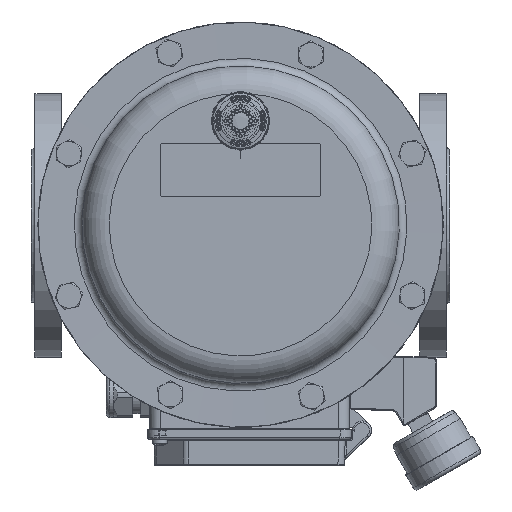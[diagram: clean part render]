
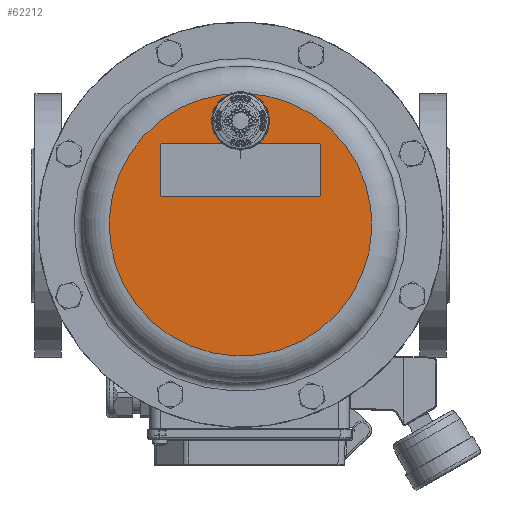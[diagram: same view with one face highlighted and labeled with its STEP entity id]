
A CAD part, top view. The second image highlights one B-rep face of the part: STEP entity #62212.
In plain terms, the highlighted planar face has unit normal (0, 0, 1).
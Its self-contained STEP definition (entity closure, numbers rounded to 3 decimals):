
#5464=LINE('',#104720,#9062);
#5468=LINE('',#104729,#9066);
#5471=LINE('',#104737,#9069);
#5474=LINE('',#104745,#9072);
#9062=VECTOR('',#75106,1000.);
#9066=VECTOR('',#75116,1000.);
#9069=VECTOR('',#75125,1000.);
#9072=VECTOR('',#75134,1000.);
#12178=FACE_BOUND('',#16951,.T.);
#12179=FACE_BOUND('',#16952,.T.);
#13253=FACE_OUTER_BOUND('',#16950,.T.);
#16950=EDGE_LOOP('',(#42712));
#16951=EDGE_LOOP('',(#42713,#42714,#42715,#42716,#42717,#42718,#42719,#42720));
#16952=EDGE_LOOP('',(#42721,#42722));
#20419=CIRCLE('',#65928,10.35);
#20489=CIRCLE('',#66025,69.65);
#20742=CIRCLE('',#66586,1.);
#20743=CIRCLE('',#66589,1.);
#20744=CIRCLE('',#66592,1.);
#20745=CIRCLE('',#66595,1.);
#20746=CIRCLE('',#66645,10.35);
#23908=VERTEX_POINT('',#101374);
#23909=VERTEX_POINT('',#101375);
#23995=VERTEX_POINT('',#101959);
#24477=VERTEX_POINT('',#104718);
#24478=VERTEX_POINT('',#104719);
#24479=VERTEX_POINT('',#104724);
#24480=VERTEX_POINT('',#104728);
#24481=VERTEX_POINT('',#104732);
#24482=VERTEX_POINT('',#104736);
#24483=VERTEX_POINT('',#104740);
#24484=VERTEX_POINT('',#104744);
#30151=EDGE_CURVE('',#23908,#23909,#20419,.T.);
#30268=EDGE_CURVE('',#23995,#23995,#20489,.T.);
#31042=EDGE_CURVE('',#24477,#24478,#5464,.T.);
#31045=EDGE_CURVE('',#24478,#24479,#20742,.T.);
#31047=EDGE_CURVE('',#24479,#24480,#5468,.T.);
#31049=EDGE_CURVE('',#24480,#24481,#20743,.T.);
#31051=EDGE_CURVE('',#24481,#24482,#5471,.T.);
#31053=EDGE_CURVE('',#24482,#24483,#20744,.T.);
#31055=EDGE_CURVE('',#24483,#24484,#5474,.T.);
#31057=EDGE_CURVE('',#24484,#24477,#20745,.T.);
#31130=EDGE_CURVE('',#23909,#23908,#20746,.T.);
#42712=ORIENTED_EDGE('',*,*,#30268,.F.);
#42713=ORIENTED_EDGE('',*,*,#31057,.F.);
#42714=ORIENTED_EDGE('',*,*,#31055,.F.);
#42715=ORIENTED_EDGE('',*,*,#31053,.F.);
#42716=ORIENTED_EDGE('',*,*,#31051,.F.);
#42717=ORIENTED_EDGE('',*,*,#31049,.F.);
#42718=ORIENTED_EDGE('',*,*,#31047,.F.);
#42719=ORIENTED_EDGE('',*,*,#31045,.F.);
#42720=ORIENTED_EDGE('',*,*,#31042,.F.);
#42721=ORIENTED_EDGE('',*,*,#31130,.T.);
#42722=ORIENTED_EDGE('',*,*,#30151,.T.);
#56703=PLANE('',#66644);
#62212=ADVANCED_FACE('',(#13253,#12178,#12179),#56703,.F.);
#65928=AXIS2_PLACEMENT_3D('',#101376,#73549,#73550);
#66025=AXIS2_PLACEMENT_3D('',#101961,#73769,#73770);
#66586=AXIS2_PLACEMENT_3D('',#104725,#75111,#75112);
#66589=AXIS2_PLACEMENT_3D('',#104733,#75120,#75121);
#66592=AXIS2_PLACEMENT_3D('',#104741,#75129,#75130);
#66595=AXIS2_PLACEMENT_3D('',#104748,#75138,#75139);
#66644=AXIS2_PLACEMENT_3D('',#104893,#75308,#75309);
#66645=AXIS2_PLACEMENT_3D('',#104894,#75310,#75311);
#73549=DIRECTION('center_axis',(0.,0.,
-1.));
#73550=DIRECTION('ref_axis',(-0.924,0.382,0.));
#73769=DIRECTION('center_axis',(0.,0.,
-1.));
#73770=DIRECTION('ref_axis',(-0.924,0.382,0.));
#75106=DIRECTION('',(0.,1.,0.));
#75111=DIRECTION('center_axis',(0.,0.,
1.));
#75112=DIRECTION('ref_axis',(0.,-1.,0.));
#75116=DIRECTION('',(-1.,0.,0.));
#75120=DIRECTION('center_axis',(0.,0.,
1.));
#75121=DIRECTION('ref_axis',(0.,-1.,0.));
#75125=DIRECTION('',(0.,-1.,0.));
#75129=DIRECTION('center_axis',(0.,0.,
1.));
#75130=DIRECTION('ref_axis',(0.,-1.,0.));
#75134=DIRECTION('',(1.,0.,0.));
#75138=DIRECTION('center_axis',(0.,0.,
1.));
#75139=DIRECTION('ref_axis',(0.,-1.,0.));
#75308=DIRECTION('center_axis',(0.,0.,
-1.));
#75309=DIRECTION('ref_axis',(-0.924,0.382,0.));
#75310=DIRECTION('center_axis',(0.,0.,
-1.));
#75311=DIRECTION('ref_axis',(-0.924,0.382,0.));
#101374=CARTESIAN_POINT('',(-0.026,65.35,301.));
#101375=CARTESIAN_POINT('',(-0.018,44.65,301.));
#101376=CARTESIAN_POINT('Origin',(-0.022,55.,
301.));
#101959=CARTESIAN_POINT('',(64.359,-26.628,301.));
#101961=CARTESIAN_POINT('Origin',(0.,0.,
301.));
#104718=CARTESIAN_POINT('',(42.494,16.017,301.));
#104719=CARTESIAN_POINT('',(42.483,42.017,301.));
#104720=CARTESIAN_POINT('',(42.494,16.017,301.));
#104724=CARTESIAN_POINT('',(41.483,43.016,301.));
#104725=CARTESIAN_POINT('Origin',(41.483,42.016,301.));
#104728=CARTESIAN_POINT('',(-41.517,42.984,301.));
#104729=CARTESIAN_POINT('',(41.483,43.016,301.));
#104732=CARTESIAN_POINT('',(-42.517,41.983,301.));
#104733=CARTESIAN_POINT('Origin',(-41.517,41.984,301.));
#104736=CARTESIAN_POINT('',(-42.506,15.983,301.));
#104737=CARTESIAN_POINT('',(-42.506,15.983,301.));
#104740=CARTESIAN_POINT('',(-41.506,14.984,301.));
#104741=CARTESIAN_POINT('Origin',(-41.506,15.984,301.));
#104744=CARTESIAN_POINT('',(41.494,15.016,301.));
#104745=CARTESIAN_POINT('',(41.494,15.016,301.));
#104748=CARTESIAN_POINT('Origin',(41.494,16.016,301.));
#104893=CARTESIAN_POINT('Origin',(0.,0.,
301.));
#104894=CARTESIAN_POINT('Origin',(-0.022,55.,
301.));
